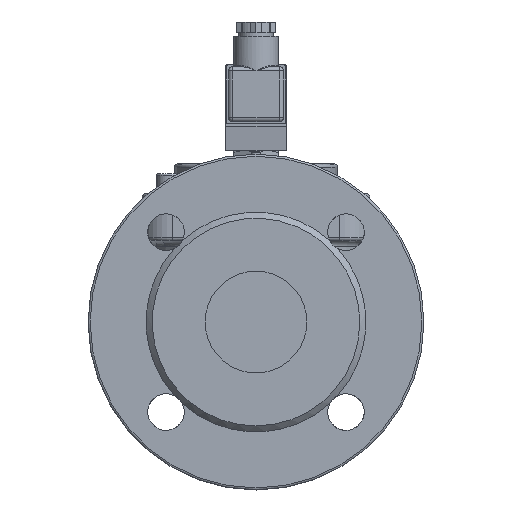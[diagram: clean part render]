
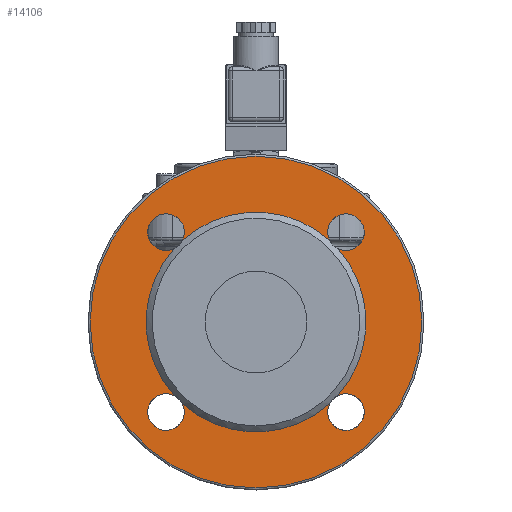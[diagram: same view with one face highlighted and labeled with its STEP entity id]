
A CAD part, front view. The second image highlights one B-rep face of the part: STEP entity #14106.
In plain terms, the highlighted planar face has unit normal (0, -1, 0).
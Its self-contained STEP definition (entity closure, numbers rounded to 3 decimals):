
#3177=FACE_BOUND('',#4181,.T.);
#3289=FACE_OUTER_BOUND('',#4180,.T.);
#4180=EDGE_LOOP('',(#9343));
#4181=EDGE_LOOP('',(#9344,#9345,#9346,#9347,#9348,#9349,#9350,#9351));
#5189=CIRCLE('',#15008,81.5);
#5190=CIRCLE('',#15009,9.);
#5191=CIRCLE('',#15010,54.);
#5192=CIRCLE('',#15011,9.);
#5193=CIRCLE('',#15012,54.);
#5194=CIRCLE('',#15013,9.);
#5195=CIRCLE('',#15014,54.);
#5196=CIRCLE('',#15015,9.);
#5197=CIRCLE('',#15016,54.);
#5729=VERTEX_POINT('',#19626);
#5730=VERTEX_POINT('',#19628);
#5731=VERTEX_POINT('',#19629);
#5732=VERTEX_POINT('',#19631);
#5733=VERTEX_POINT('',#19633);
#5734=VERTEX_POINT('',#19635);
#5735=VERTEX_POINT('',#19637);
#5736=VERTEX_POINT('',#19639);
#5737=VERTEX_POINT('',#19641);
#7139=EDGE_CURVE('',#5729,#5729,#5189,.T.);
#7140=EDGE_CURVE('',#5730,#5731,#5190,.T.);
#7141=EDGE_CURVE('',#5731,#5732,#5191,.T.);
#7142=EDGE_CURVE('',#5732,#5733,#5192,.T.);
#7143=EDGE_CURVE('',#5733,#5734,#5193,.T.);
#7144=EDGE_CURVE('',#5734,#5735,#5194,.T.);
#7145=EDGE_CURVE('',#5735,#5736,#5195,.T.);
#7146=EDGE_CURVE('',#5736,#5737,#5196,.T.);
#7147=EDGE_CURVE('',#5737,#5730,#5197,.T.);
#9343=ORIENTED_EDGE('',*,*,#7139,.F.);
#9344=ORIENTED_EDGE('',*,*,#7140,.T.);
#9345=ORIENTED_EDGE('',*,*,#7141,.T.);
#9346=ORIENTED_EDGE('',*,*,#7142,.T.);
#9347=ORIENTED_EDGE('',*,*,#7143,.T.);
#9348=ORIENTED_EDGE('',*,*,#7144,.T.);
#9349=ORIENTED_EDGE('',*,*,#7145,.T.);
#9350=ORIENTED_EDGE('',*,*,#7146,.T.);
#9351=ORIENTED_EDGE('',*,*,#7147,.T.);
#13743=PLANE('',#15007);
#14106=ADVANCED_FACE('',(#3289,#3177),#13743,.T.);
#15007=AXIS2_PLACEMENT_3D('',#19625,#16231,#16232);
#15008=AXIS2_PLACEMENT_3D('',#19627,#16233,#16234);
#15009=AXIS2_PLACEMENT_3D('',#19630,#16235,#16236);
#15010=AXIS2_PLACEMENT_3D('',#19632,#16237,#16238);
#15011=AXIS2_PLACEMENT_3D('',#19634,#16239,#16240);
#15012=AXIS2_PLACEMENT_3D('',#19636,#16241,#16242);
#15013=AXIS2_PLACEMENT_3D('',#19638,#16243,#16244);
#15014=AXIS2_PLACEMENT_3D('',#19640,#16245,#16246);
#15015=AXIS2_PLACEMENT_3D('',#19642,#16247,#16248);
#15016=AXIS2_PLACEMENT_3D('',#19643,#16249,#16250);
#16231=DIRECTION('center_axis',(0.,-1.,0.));
#16232=DIRECTION('ref_axis',(0.,0.,-1.));
#16233=DIRECTION('center_axis',(0.,1.,0.));
#16234=DIRECTION('ref_axis',(0.,0.,1.));
#16235=DIRECTION('center_axis',(0.,1.,0.));
#16236=DIRECTION('ref_axis',(0.,0.,
1.));
#16237=DIRECTION('center_axis',(0.,1.,0.));
#16238=DIRECTION('ref_axis',(0.,0.,1.));
#16239=DIRECTION('center_axis',(0.,1.,0.));
#16240=DIRECTION('ref_axis',(1.,0.,0.));
#16241=DIRECTION('center_axis',(0.,1.,0.));
#16242=DIRECTION('ref_axis',(0.,0.,1.));
#16243=DIRECTION('center_axis',(0.,1.,0.));
#16244=DIRECTION('ref_axis',(0.,0.,
-1.));
#16245=DIRECTION('center_axis',(0.,1.,0.));
#16246=DIRECTION('ref_axis',(0.,0.,1.));
#16247=DIRECTION('center_axis',(0.,1.,0.));
#16248=DIRECTION('ref_axis',(-1.,0.,0.));
#16249=DIRECTION('center_axis',(0.,1.,0.));
#16250=DIRECTION('ref_axis',(0.,0.,1.));
#19625=CARTESIAN_POINT('Origin',(0.,-112.,67.75));
#19626=CARTESIAN_POINT('',(0.,-112.,81.5));
#19627=CARTESIAN_POINT('Origin',(0.,-112.,0.));
#19628=CARTESIAN_POINT('',(40.078,-112.,-36.191));
#19629=CARTESIAN_POINT('',(36.191,-112.,-40.078));
#19630=CARTESIAN_POINT('Origin',(44.194,-112.,-44.194));
#19631=CARTESIAN_POINT('',(-36.191,-112.,-40.078));
#19632=CARTESIAN_POINT('Origin',(0.,-112.,0.));
#19633=CARTESIAN_POINT('',(-40.078,-112.,-36.191));
#19634=CARTESIAN_POINT('Origin',(-44.194,-112.,-44.194));
#19635=CARTESIAN_POINT('',(-40.078,-112.,36.191));
#19636=CARTESIAN_POINT('Origin',(0.,-112.,0.));
#19637=CARTESIAN_POINT('',(-36.191,-112.,40.078));
#19638=CARTESIAN_POINT('Origin',(-44.194,-112.,44.194));
#19639=CARTESIAN_POINT('',(36.191,-112.,40.078));
#19640=CARTESIAN_POINT('Origin',(0.,-112.,0.));
#19641=CARTESIAN_POINT('',(40.078,-112.,36.191));
#19642=CARTESIAN_POINT('Origin',(44.194,-112.,44.194));
#19643=CARTESIAN_POINT('Origin',(0.,-112.,0.));
